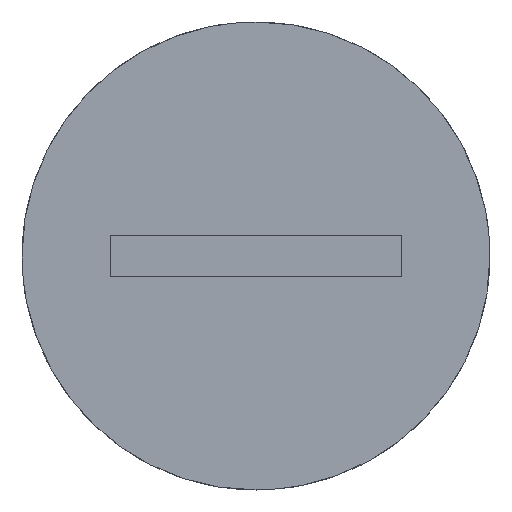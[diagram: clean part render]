
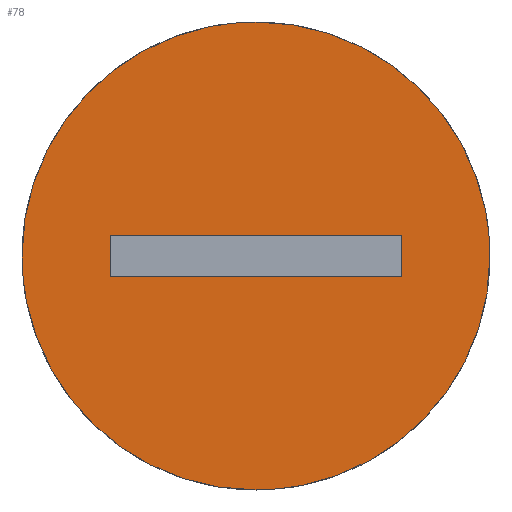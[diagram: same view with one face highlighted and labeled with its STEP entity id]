
A CAD part, top view. The second image highlights one B-rep face of the part: STEP entity #78.
In plain terms, the highlighted planar face has unit normal (0, 0, 1).
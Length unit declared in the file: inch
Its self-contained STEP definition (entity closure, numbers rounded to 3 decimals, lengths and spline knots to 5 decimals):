
#78=ADVANCED_FACE('',(#155,#156),#157,.T.);
#155=FACE_BOUND('',#278,.T.);
#156=FACE_OUTER_BOUND('',#279,.T.);
#157=PLANE('',#280);
#278=EDGE_LOOP('',(#429,#430,#431,#432));
#279=EDGE_LOOP('',(#433,#434,#435,#436));
#280=AXIS2_PLACEMENT_3D('',#437,#438,#439);
#429=ORIENTED_EDGE('',*,*,#487,.T.);
#430=ORIENTED_EDGE('',*,*,#507,.T.);
#431=ORIENTED_EDGE('',*,*,#514,.T.);
#432=ORIENTED_EDGE('',*,*,#538,.T.);
#433=ORIENTED_EDGE('',*,*,#539,.F.);
#434=ORIENTED_EDGE('',*,*,#540,.F.);
#435=ORIENTED_EDGE('',*,*,#541,.F.);
#436=ORIENTED_EDGE('',*,*,#526,.F.);
#437=CARTESIAN_POINT('',(0.35156,0.00001,0.0));
#438=DIRECTION('',(0.0,0.0,1.0));
#439=DIRECTION('',(1.0,0.0,0.0));
#487=EDGE_CURVE('',#568,#569,#570,.T.);
#507=EDGE_CURVE('',#569,#598,#600,.T.);
#514=EDGE_CURVE('',#598,#611,#612,.T.);
#526=EDGE_CURVE('',#628,#630,#631,.T.);
#538=EDGE_CURVE('',#611,#568,#643,.T.);
#539=EDGE_CURVE('',#644,#628,#645,.T.);
#540=EDGE_CURVE('',#646,#644,#647,.T.);
#541=EDGE_CURVE('',#630,#646,#648,.T.);
#568=VERTEX_POINT('',#687);
#569=VERTEX_POINT('',#688);
#570=LINE('',#689,#690);
#598=VERTEX_POINT('',#739);
#600=LINE('',#742,#743);
#611=VERTEX_POINT('',#762);
#612=LINE('',#763,#764);
#628=VERTEX_POINT('',#796);
#630=VERTEX_POINT('',#799);
#631=B_SPLINE_CURVE_WITH_KNOTS('',3,(#800,#801,#802,#803),.UNSPECIFIED.,.F.,.F.,(4,4),(0.0,1.0),.UNSPECIFIED.);
#643=LINE('',#829,#830);
#644=VERTEX_POINT('',#831);
#645=B_SPLINE_CURVE_WITH_KNOTS('',3,(#832,#833,#834,#835),.UNSPECIFIED.,.F.,.F.,(4,4),(0.0,1.0),.UNSPECIFIED.);
#646=VERTEX_POINT('',#836);
#647=B_SPLINE_CURVE_WITH_KNOTS('',3,(#837,#838,#839,#840),.UNSPECIFIED.,.F.,.F.,(4,4),(0.0,1.0),.UNSPECIFIED.);
#648=B_SPLINE_CURVE_WITH_KNOTS('',3,(#841,#842,#843,#844),.UNSPECIFIED.,.F.,.F.,(4,4),(0.0,1.0),.UNSPECIFIED.);
#687=CARTESIAN_POINT('',(0.13281,0.03125,0.0));
#688=CARTESIAN_POINT('',(0.57031,0.03125,0.0));
#689=CARTESIAN_POINT('',(0.35156,0.03125,0.0));
#690=VECTOR('',#860,1.0);
#739=CARTESIAN_POINT('',(0.57031,-0.03125,0.0));
#742=CARTESIAN_POINT('',(0.57031,0.,0.0));
#743=VECTOR('',#871,1.0);
#762=CARTESIAN_POINT('',(0.13281,-0.03125,0.0));
#763=CARTESIAN_POINT('',(0.35156,-0.03125,0.0));
#764=VECTOR('',#874,1.0);
#796=CARTESIAN_POINT('',(0.70313,0.0,0.0));
#799=CARTESIAN_POINT('',(0.35156,-0.35155,0.0));
#800=CARTESIAN_POINT('',(0.70313,0.0,0.0));
#801=CARTESIAN_POINT('',(0.70313,-0.19416,0.0));
#802=CARTESIAN_POINT('',(0.54572,-0.35155,0.0));
#803=CARTESIAN_POINT('',(0.35156,-0.35155,0.0));
#829=CARTESIAN_POINT('',(0.13281,0.,0.0));
#830=VECTOR('',#882,1.0);
#831=CARTESIAN_POINT('',(0.35156,0.35156,0.0));
#832=CARTESIAN_POINT('',(0.35156,0.35156,0.0));
#833=CARTESIAN_POINT('',(0.54572,0.35156,0.0));
#834=CARTESIAN_POINT('',(0.70313,0.19416,0.0));
#835=CARTESIAN_POINT('',(0.70313,0.0,0.0));
#836=CARTESIAN_POINT('',(0.0,0.0,0.0));
#837=CARTESIAN_POINT('',(0.0,0.0,0.0));
#838=CARTESIAN_POINT('',(0.0,0.19416,0.0));
#839=CARTESIAN_POINT('',(0.1574,0.35156,0.0));
#840=CARTESIAN_POINT('',(0.35156,0.35156,0.0));
#841=CARTESIAN_POINT('',(0.35156,-0.35155,0.0));
#842=CARTESIAN_POINT('',(0.1574,-0.35155,0.0));
#843=CARTESIAN_POINT('',(0.0,-0.19416,0.0));
#844=CARTESIAN_POINT('',(0.0,0.0,0.0));
#860=DIRECTION('',(1.0,0.0,0.0));
#871=DIRECTION('',(0.0,-1.0,0.0));
#874=DIRECTION('',(-1.0,0.0,0.0));
#882=DIRECTION('',(0.0,1.0,0.0));
